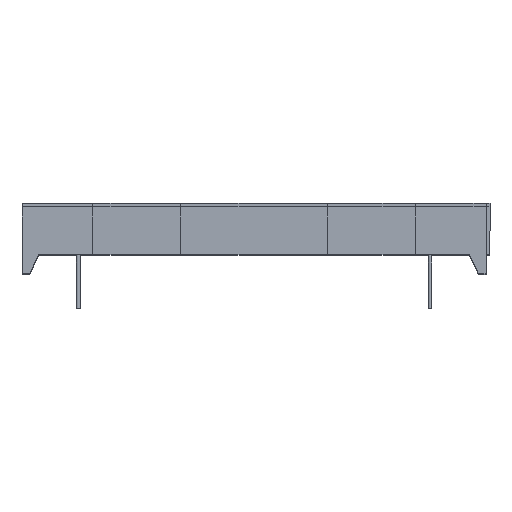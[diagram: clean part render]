
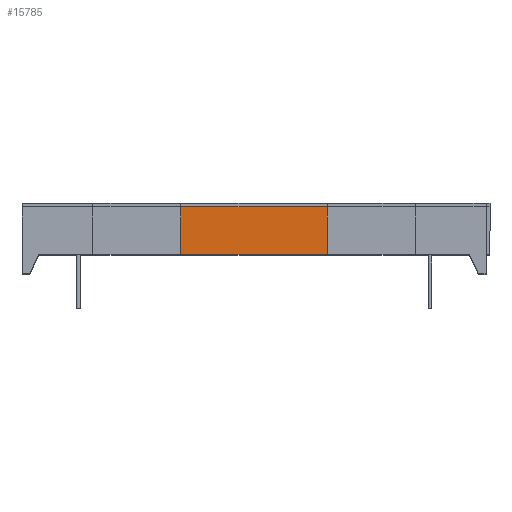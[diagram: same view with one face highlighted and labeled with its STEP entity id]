
A CAD part, top view. The second image highlights one B-rep face of the part: STEP entity #15785.
In plain terms, the highlighted planar face has unit normal (0, 0, 1).
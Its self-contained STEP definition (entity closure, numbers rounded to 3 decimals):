
#968 = EDGE_CURVE ( 'NONE', #6135, #13269, #13776, .T. ) ;
#1434 = FACE_OUTER_BOUND ( 'NONE', #11909, .T. ) ;
#1581 = LINE ( 'NONE', #15070, #13509 ) ;
#1677 = ORIENTED_EDGE ( 'NONE', *, *, #4149, .F. ) ;
#2052 = CARTESIAN_POINT ( 'NONE',  ( -9.53, 2.5, 30.15 ) ) ;
#2846 = ORIENTED_EDGE ( 'NONE', *, *, #6933, .T. ) ;
#3878 = DIRECTION ( 'NONE',  ( 0., -1., 0. ) ) ;
#4032 = AXIS2_PLACEMENT_3D ( 'NONE', #8820, #10206, #4176 ) ;
#4149 = EDGE_CURVE ( 'NONE', #4492, #8019, #1581, .T. ) ;
#4176 = DIRECTION ( 'NONE',  ( -1., 0., 0. ) ) ;
#4492 = VERTEX_POINT ( 'NONE', #4958 ) ;
#4958 = CARTESIAN_POINT ( 'NONE',  ( 9.53, 2.5, 30.15 ) ) ;
#5652 = VECTOR ( 'NONE', #15245, 1000. ) ;
#6135 = VERTEX_POINT ( 'NONE', #7138 ) ;
#6933 = EDGE_CURVE ( 'NONE', #6135, #8019, #8844, .T. ) ;
#7138 = CARTESIAN_POINT ( 'NONE',  ( -9.53, 8.7, 30.15 ) ) ;
#7629 = PLANE ( 'NONE',  #4032 ) ;
#7637 = CARTESIAN_POINT ( 'NONE',  ( 9.53, 8.7, 30.15 ) ) ;
#7804 = CARTESIAN_POINT ( 'NONE',  ( -9.53, 9.2, 30.15 ) ) ;
#8019 = VERTEX_POINT ( 'NONE', #2052 ) ;
#8820 = CARTESIAN_POINT ( 'NONE',  ( -30.15, 9.2, 30.15 ) ) ;
#8844 = LINE ( 'NONE', #7804, #5652 ) ;
#9948 = CARTESIAN_POINT ( 'NONE',  ( -30.15, 8.7, 30.15 ) ) ;
#10206 = DIRECTION ( 'NONE',  ( 0., 0., -1. ) ) ;
#10523 = EDGE_CURVE ( 'NONE', #13269, #4492, #11568, .T. ) ;
#11410 = CARTESIAN_POINT ( 'NONE',  ( 9.53, 9.2, 30.15 ) ) ;
#11568 = LINE ( 'NONE', #11410, #14292 ) ;
#11909 = EDGE_LOOP ( 'NONE', ( #1677, #14869, #14031, #2846 ) ) ;
#12751 = DIRECTION ( 'NONE',  ( -1., 0., 0. ) ) ;
#13269 = VERTEX_POINT ( 'NONE', #7637 ) ;
#13509 = VECTOR ( 'NONE', #12751, 1000. ) ;
#13776 = LINE ( 'NONE', #9948, #13805 ) ;
#13805 = VECTOR ( 'NONE', #14826, 1000. ) ;
#14031 = ORIENTED_EDGE ( 'NONE', *, *, #968, .F. ) ;
#14292 = VECTOR ( 'NONE', #3878, 1000. ) ;
#14826 = DIRECTION ( 'NONE',  ( 1., 0., 0. ) ) ;
#14869 = ORIENTED_EDGE ( 'NONE', *, *, #10523, .F. ) ;
#15070 = CARTESIAN_POINT ( 'NONE',  ( -30.15, 2.5, 30.15 ) ) ;
#15245 = DIRECTION ( 'NONE',  ( 0., -1., 0. ) ) ;
#15785 = ADVANCED_FACE ( 'NONE', ( #1434 ), #7629, .F. ) ;
